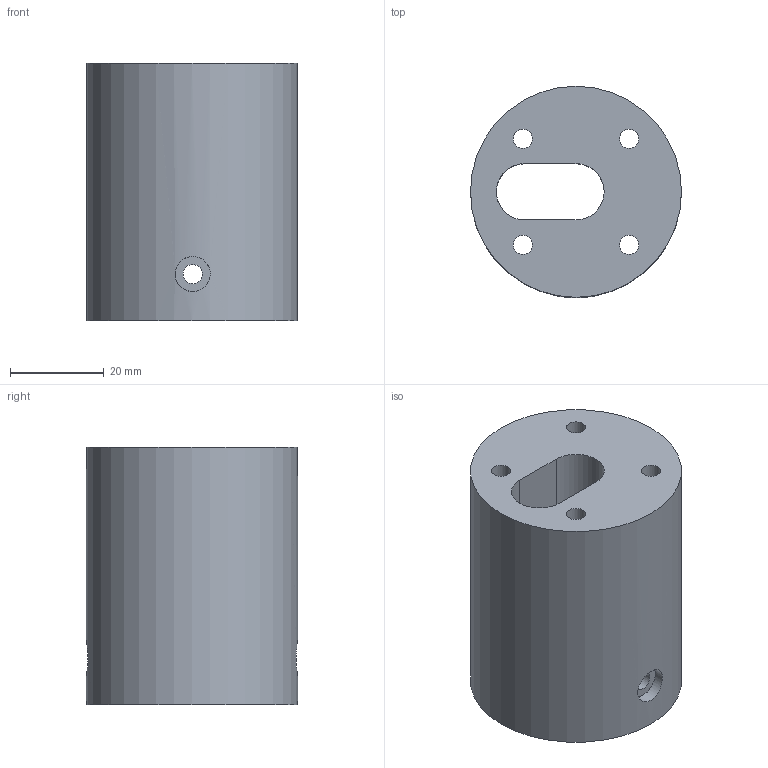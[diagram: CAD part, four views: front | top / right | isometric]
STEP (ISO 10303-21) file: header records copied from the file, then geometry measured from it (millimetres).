
FILE_DESCRIPTION(/* description */ (''),/* implementation_level */ '2;1');
FILE_NAME(/* name */ 'Part_Bottom_Blue.stp',/* time_stamp */ '2022-09-08T13:04:40+01:00',/* author */ ('romanp'),/* organization */ (''),/* preprocessor_version */ 'ST-DEVELOPER v19',/* originating_system */ 'Autodesk Inventor 2023',/* authorisation */ '');
FILE_SCHEMA (('AUTOMOTIVE_DESIGN { 1 0 10303 214 3 1 1 }'));
Length unit declared in the file: millimetre
Products named in the file (1): Part1_b_nmew
Bounding box: 45 x 45 x 55 mm (x, y, z)
Volume: 51291.2 mm3; surface area: 18060.9 mm2
Topology: 1 solids, 1 shells, 35 faces, 94 edges, 63 vertices
Faces by surface type: cylinder 19, plane 16
Full cylindrical faces by diameter (mm): 4.1 x6, 7.5 x2, 45 x1
Entity records: 1254 total; most frequent: CARTESIAN_POINT 260, DIRECTION 209, ORIENTED_EDGE 188, EDGE_CURVE 94, AXIS2_PLACEMENT_3D 82, VERTEX_POINT 63, EDGE_LOOP 51, CIRCLE 46
